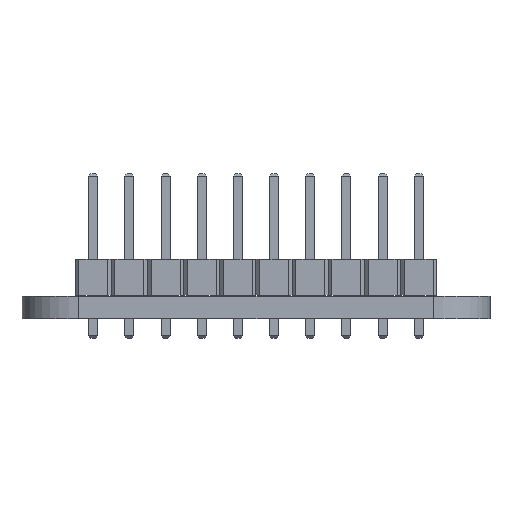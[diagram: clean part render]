
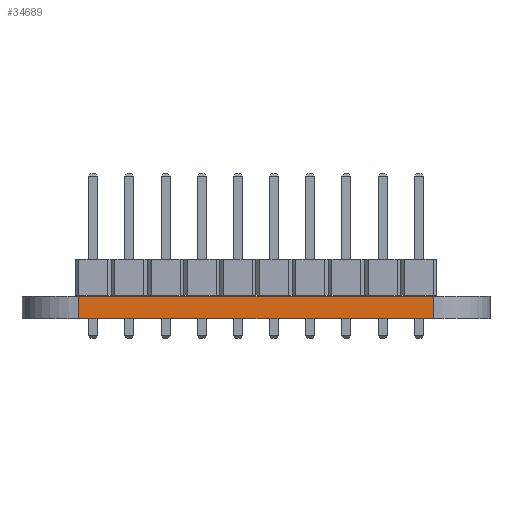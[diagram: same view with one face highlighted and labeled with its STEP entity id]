
A CAD part, left-side view. The second image highlights one B-rep face of the part: STEP entity #34689.
In plain terms, the highlighted planar face has unit normal (-1, 0, 0).
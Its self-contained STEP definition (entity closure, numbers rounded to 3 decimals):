
#30483 = PLANE('',#30484);
#30484 = AXIS2_PLACEMENT_3D('',#30485,#30486,#30487);
#30485 = CARTESIAN_POINT('',(136.63,-70.07,1.6));
#30486 = DIRECTION('',(0.,0.,1.));
#30487 = DIRECTION('',(1.,0.,0.));
#30538 = PLANE('',#30539);
#30539 = AXIS2_PLACEMENT_3D('',#30540,#30541,#30542);
#30540 = CARTESIAN_POINT('',(136.63,-70.07,0.));
#30541 = DIRECTION('',(0.,0.,1.));
#30542 = DIRECTION('',(1.,0.,0.));
#30669 = CYLINDRICAL_SURFACE('',#30670,4.);
#30670 = AXIS2_PLACEMENT_3D('',#30671,#30672,#30673);
#30671 = CARTESIAN_POINT('',(109.96,-57.64,0.));
#30672 = DIRECTION('',(0.,0.,-1.));
#30673 = DIRECTION('',(1.,0.,0.));
#30708 = VERTEX_POINT('',#30709);
#30709 = CARTESIAN_POINT('',(105.96,-57.64,0.));
#30731 = EDGE_CURVE('',#30708,#30732,#30734,.T.);
#30732 = VERTEX_POINT('',#30733);
#30733 = CARTESIAN_POINT('',(105.96,-82.5,0.));
#30734 = SURFACE_CURVE('',#30735,(#30739,#30746),.PCURVE_S1.);
#30735 = LINE('',#30736,#30737);
#30736 = CARTESIAN_POINT('',(105.96,-57.64,0.));
#30737 = VECTOR('',#30738,1.);
#30738 = DIRECTION('',(0.,-1.,0.));
#30739 = PCURVE('',#30538,#30740);
#30740 = DEFINITIONAL_REPRESENTATION('',(#30741),#30745);
#30741 = LINE('',#30742,#30743);
#30742 = CARTESIAN_POINT('',(-30.67,12.43));
#30743 = VECTOR('',#30744,1.);
#30744 = DIRECTION('',(0.,-1.));
#30745 = ( GEOMETRIC_REPRESENTATION_CONTEXT(2) 
PARAMETRIC_REPRESENTATION_CONTEXT() REPRESENTATION_CONTEXT('2D SPACE',''
  ) );
#30746 = PCURVE('',#30747,#30752);
#30747 = PLANE('',#30748);
#30748 = AXIS2_PLACEMENT_3D('',#30749,#30750,#30751);
#30749 = CARTESIAN_POINT('',(105.96,-57.64,0.));
#30750 = DIRECTION('',(1.,0.,0.));
#30751 = DIRECTION('',(0.,-1.,0.));
#30752 = DEFINITIONAL_REPRESENTATION('',(#30753),#30757);
#30753 = LINE('',#30754,#30755);
#30754 = CARTESIAN_POINT('',(0.,0.));
#30755 = VECTOR('',#30756,1.);
#30756 = DIRECTION('',(1.,0.));
#30757 = ( GEOMETRIC_REPRESENTATION_CONTEXT(2) 
PARAMETRIC_REPRESENTATION_CONTEXT() REPRESENTATION_CONTEXT('2D SPACE',''
  ) );
#30776 = CYLINDRICAL_SURFACE('',#30777,4.);
#30777 = AXIS2_PLACEMENT_3D('',#30778,#30779,#30780);
#30778 = CARTESIAN_POINT('',(109.96,-82.5,0.));
#30779 = DIRECTION('',(0.,0.,-1.));
#30780 = DIRECTION('',(1.,0.,0.));
#32829 = VERTEX_POINT('',#32830);
#32830 = CARTESIAN_POINT('',(105.96,-57.64,1.6));
#32852 = EDGE_CURVE('',#32829,#32853,#32855,.T.);
#32853 = VERTEX_POINT('',#32854);
#32854 = CARTESIAN_POINT('',(105.96,-82.5,1.6));
#32855 = SURFACE_CURVE('',#32856,(#32860,#32867),.PCURVE_S1.);
#32856 = LINE('',#32857,#32858);
#32857 = CARTESIAN_POINT('',(105.96,-57.64,1.6));
#32858 = VECTOR('',#32859,1.);
#32859 = DIRECTION('',(0.,-1.,0.));
#32860 = PCURVE('',#30483,#32861);
#32861 = DEFINITIONAL_REPRESENTATION('',(#32862),#32866);
#32862 = LINE('',#32863,#32864);
#32863 = CARTESIAN_POINT('',(-30.67,12.43));
#32864 = VECTOR('',#32865,1.);
#32865 = DIRECTION('',(0.,-1.));
#32866 = ( GEOMETRIC_REPRESENTATION_CONTEXT(2) 
PARAMETRIC_REPRESENTATION_CONTEXT() REPRESENTATION_CONTEXT('2D SPACE',''
  ) );
#32867 = PCURVE('',#30747,#32868);
#32868 = DEFINITIONAL_REPRESENTATION('',(#32869),#32873);
#32869 = LINE('',#32870,#32871);
#32870 = CARTESIAN_POINT('',(0.,-1.6));
#32871 = VECTOR('',#32872,1.);
#32872 = DIRECTION('',(1.,0.));
#32873 = ( GEOMETRIC_REPRESENTATION_CONTEXT(2) 
PARAMETRIC_REPRESENTATION_CONTEXT() REPRESENTATION_CONTEXT('2D SPACE',''
  ) );
#34641 = EDGE_CURVE('',#30708,#32829,#34642,.T.);
#34642 = SURFACE_CURVE('',#34643,(#34647,#34654),.PCURVE_S1.);
#34643 = LINE('',#34644,#34645);
#34644 = CARTESIAN_POINT('',(105.96,-57.64,0.));
#34645 = VECTOR('',#34646,1.);
#34646 = DIRECTION('',(0.,0.,1.));
#34647 = PCURVE('',#30669,#34648);
#34648 = DEFINITIONAL_REPRESENTATION('',(#34649),#34653);
#34649 = LINE('',#34650,#34651);
#34650 = CARTESIAN_POINT('',(-3.142,0.));
#34651 = VECTOR('',#34652,1.);
#34652 = DIRECTION('',(0.,-1.));
#34653 = ( GEOMETRIC_REPRESENTATION_CONTEXT(2) 
PARAMETRIC_REPRESENTATION_CONTEXT() REPRESENTATION_CONTEXT('2D SPACE',''
  ) );
#34654 = PCURVE('',#30747,#34655);
#34655 = DEFINITIONAL_REPRESENTATION('',(#34656),#34660);
#34656 = LINE('',#34657,#34658);
#34657 = CARTESIAN_POINT('',(0.,0.));
#34658 = VECTOR('',#34659,1.);
#34659 = DIRECTION('',(0.,-1.));
#34660 = ( GEOMETRIC_REPRESENTATION_CONTEXT(2) 
PARAMETRIC_REPRESENTATION_CONTEXT() REPRESENTATION_CONTEXT('2D SPACE',''
  ) );
#34689 = ADVANCED_FACE('',(#34690),#30747,.F.);
#34690 = FACE_BOUND('',#34691,.F.);
#34691 = EDGE_LOOP('',(#34692,#34693,#34694,#34715));
#34692 = ORIENTED_EDGE('',*,*,#34641,.T.);
#34693 = ORIENTED_EDGE('',*,*,#32852,.T.);
#34694 = ORIENTED_EDGE('',*,*,#34695,.F.);
#34695 = EDGE_CURVE('',#30732,#32853,#34696,.T.);
#34696 = SURFACE_CURVE('',#34697,(#34701,#34708),.PCURVE_S1.);
#34697 = LINE('',#34698,#34699);
#34698 = CARTESIAN_POINT('',(105.96,-82.5,0.));
#34699 = VECTOR('',#34700,1.);
#34700 = DIRECTION('',(0.,0.,1.));
#34701 = PCURVE('',#30747,#34702);
#34702 = DEFINITIONAL_REPRESENTATION('',(#34703),#34707);
#34703 = LINE('',#34704,#34705);
#34704 = CARTESIAN_POINT('',(24.86,0.));
#34705 = VECTOR('',#34706,1.);
#34706 = DIRECTION('',(0.,-1.));
#34707 = ( GEOMETRIC_REPRESENTATION_CONTEXT(2) 
PARAMETRIC_REPRESENTATION_CONTEXT() REPRESENTATION_CONTEXT('2D SPACE',''
  ) );
#34708 = PCURVE('',#30776,#34709);
#34709 = DEFINITIONAL_REPRESENTATION('',(#34710),#34714);
#34710 = LINE('',#34711,#34712);
#34711 = CARTESIAN_POINT('',(-3.142,0.));
#34712 = VECTOR('',#34713,1.);
#34713 = DIRECTION('',(0.,-1.));
#34714 = ( GEOMETRIC_REPRESENTATION_CONTEXT(2) 
PARAMETRIC_REPRESENTATION_CONTEXT() REPRESENTATION_CONTEXT('2D SPACE',''
  ) );
#34715 = ORIENTED_EDGE('',*,*,#30731,.F.);
